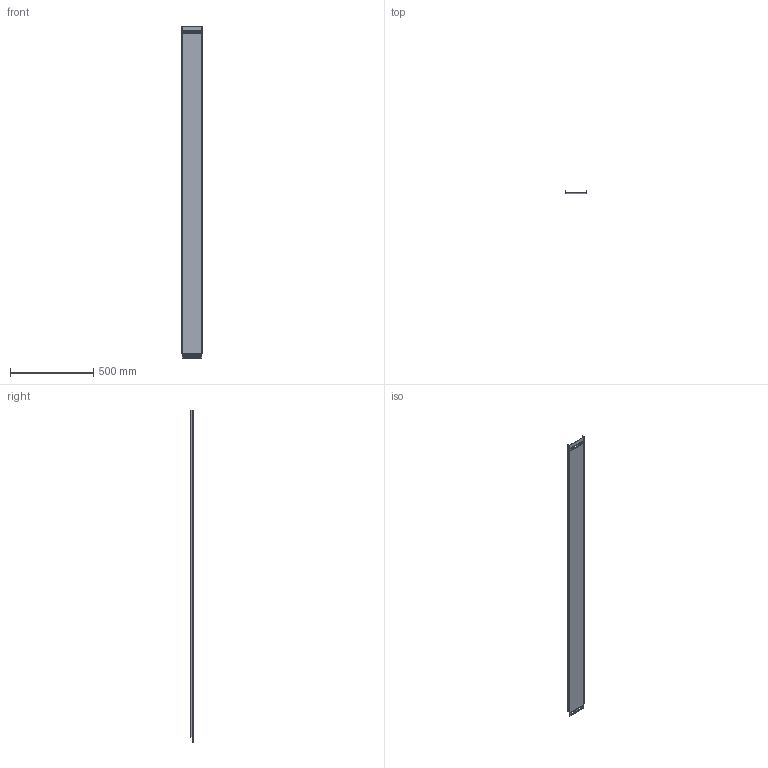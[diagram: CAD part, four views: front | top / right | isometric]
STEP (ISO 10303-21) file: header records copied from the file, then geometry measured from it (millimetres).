
FILE_DESCRIPTION((''),'2;1');
FILE_NAME('715158_PRT','2018-11-09T09:59:14',('tomasz.grudniewski'),(''),'CREO PARAMETRIC BY PTC INC, 2018260','CREO PARAMETRIC BY PTC INC, 2018260','');
FILE_SCHEMA(('CONFIG_CONTROL_DESIGN'));
Length unit declared in the file: millimetre
Products named in the file (1): 715158_PRT
Bounding box: 125 x 15 x 2000 mm (x, y, z)
Volume: 445311.6 mm3; surface area: 601494.7 mm2
Topology: 1 solids, 1 shells, 96 faces, 266 edges, 172 vertices
Faces by surface type: plane 56, cylinder 40
Entity records: 3172 total; most frequent: DIRECTION 538, CARTESIAN_POINT 534, ORIENTED_EDGE 532, EDGE_CURVE 266, VECTOR 186, LINE 186, AXIS2_PLACEMENT_3D 176, VERTEX_POINT 172
